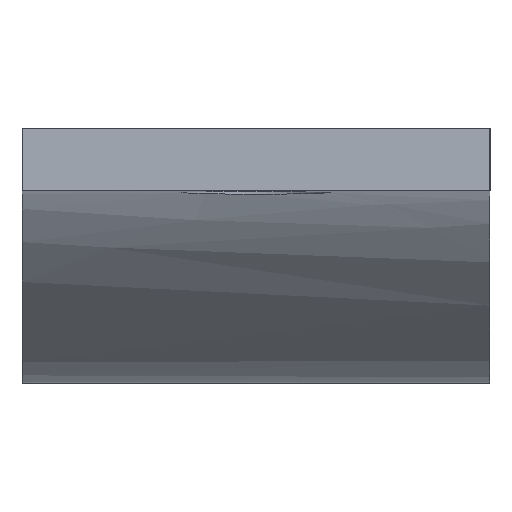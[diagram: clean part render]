
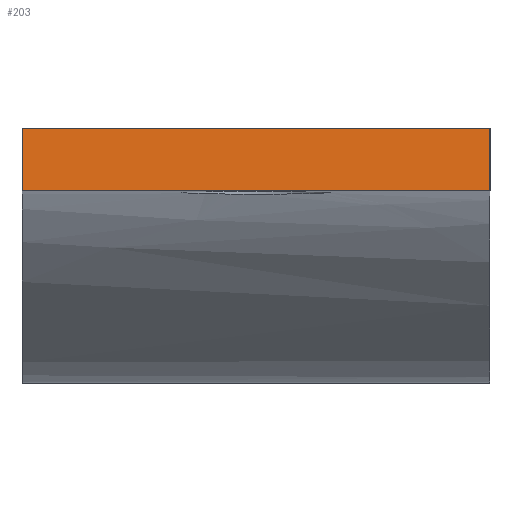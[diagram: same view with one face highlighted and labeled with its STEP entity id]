
A CAD part, left-side view. The second image highlights one B-rep face of the part: STEP entity #203.
In plain terms, the highlighted planar face has unit normal (-0.997, 0, 0.074).
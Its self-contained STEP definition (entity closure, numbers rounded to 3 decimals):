
#25=PLANE('',#234);
#33=FACE_OUTER_BOUND('',#45,.T.);
#45=EDGE_LOOP('',(#173,#174,#175,#176));
#59=LINE('',#634,#71);
#60=LINE('',#642,#72);
#61=LINE('',#644,#73);
#62=LINE('',#645,#74);
#71=VECTOR('',#254,10.);
#72=VECTOR('',#257,10.);
#73=VECTOR('',#258,10.);
#74=VECTOR('',#259,10.);
#107=VERTEX_POINT('',#627);
#108=VERTEX_POINT('',#633);
#109=VERTEX_POINT('',#641);
#110=VERTEX_POINT('',#643);
#132=EDGE_CURVE('',#107,#108,#59,.T.);
#134=EDGE_CURVE('',#109,#107,#60,.T.);
#135=EDGE_CURVE('',#110,#109,#61,.T.);
#136=EDGE_CURVE('',#108,#110,#62,.T.);
#173=ORIENTED_EDGE('',*,*,#134,.F.);
#174=ORIENTED_EDGE('',*,*,#135,.F.);
#175=ORIENTED_EDGE('',*,*,#136,.F.);
#176=ORIENTED_EDGE('',*,*,#132,.F.);
#203=ADVANCED_FACE('',(#33),#25,.T.);
#234=AXIS2_PLACEMENT_3D('',#640,#255,#256);
#254=DIRECTION('',(0.074,0.,0.997));
#255=DIRECTION('center_axis',(-0.997,0.,0.074));
#256=DIRECTION('ref_axis',(-0.074,0.,-0.997));
#257=DIRECTION('',(0.,1.,0.));
#258=DIRECTION('',(-0.074,0.,-0.997));
#259=DIRECTION('',(0.,-1.,0.));
#627=CARTESIAN_POINT('',(3.41,-13.05,0.609));
#633=CARTESIAN_POINT('',(3.509,-13.05,1.944));
#634=CARTESIAN_POINT('',(3.509,-13.05,1.944));
#640=CARTESIAN_POINT('Origin',(3.509,-18.05,1.944));
#641=CARTESIAN_POINT('',(3.41,-23.05,0.609));
#642=CARTESIAN_POINT('',(3.41,-18.05,0.609));
#643=CARTESIAN_POINT('',(3.509,-23.05,1.944));
#644=CARTESIAN_POINT('',(3.509,-23.05,1.944));
#645=CARTESIAN_POINT('',(3.509,-18.05,1.944));
